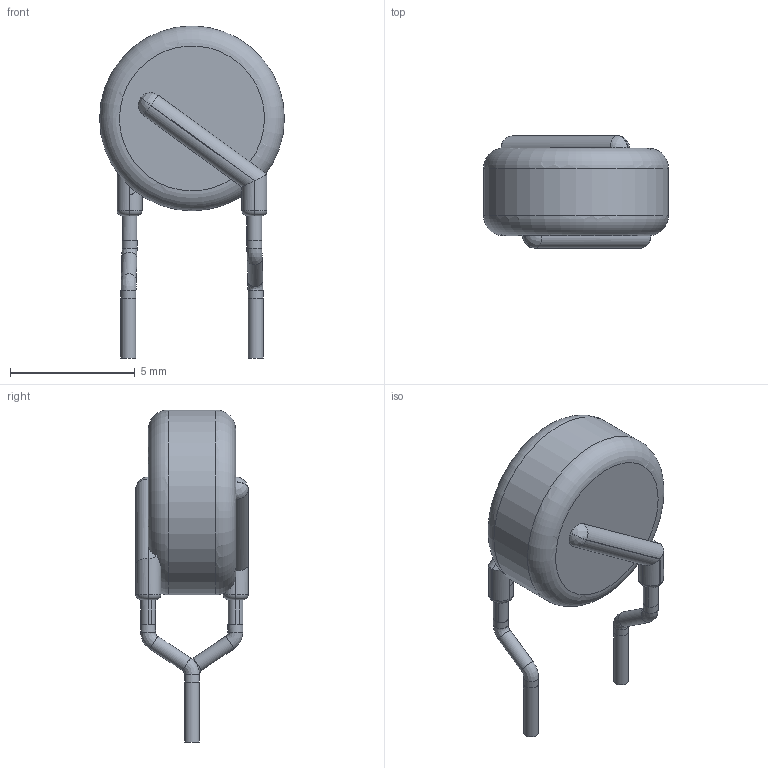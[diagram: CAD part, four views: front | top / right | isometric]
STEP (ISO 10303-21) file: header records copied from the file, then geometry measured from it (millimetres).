
FILE_DESCRIPTION(('FreeCAD Model'),'2;1');
FILE_NAME('Open CASCADE Shape Model','2023-05-14T10:34:47',( 'kicad StepUp'),('ksu MCAD'),'Open CASCADE STEP processor 7.6', 'FreeCAD','Unknown');
FILE_SCHEMA(('AUTOMOTIVE_DESIGN { 1 0 10303 214 1 1 1 1 }'));
Length unit declared in the file: millimetre
Products named in the file (1): PTC_Disc_D7.4mm_W4.5mm_P5.1mm
Bounding box: 7.4 x 4.5 x 13.29 mm (x, y, z)
Volume: 154.7 mm3; surface area: 191.7 mm2
Topology: 1 solids, 1 shells, 90 faces, 221 edges, 129 vertices
Faces by surface type: cylinder 35, plane 29, bspline 16, torus 10
Full cylindrical faces by diameter (mm): 0.6 x2, 7.4 x1
Entity records: 3837 total; most frequent: CARTESIAN_POINT 1102, DIRECTION 459, ORIENTED_EDGE 434, EDGE_CURVE 217, AXIS2_PLACEMENT_3D 188, VERTEX_POINT 129, CIRCLE 100, PRESENTATION_STYLE_ASSIGNMENT 91
